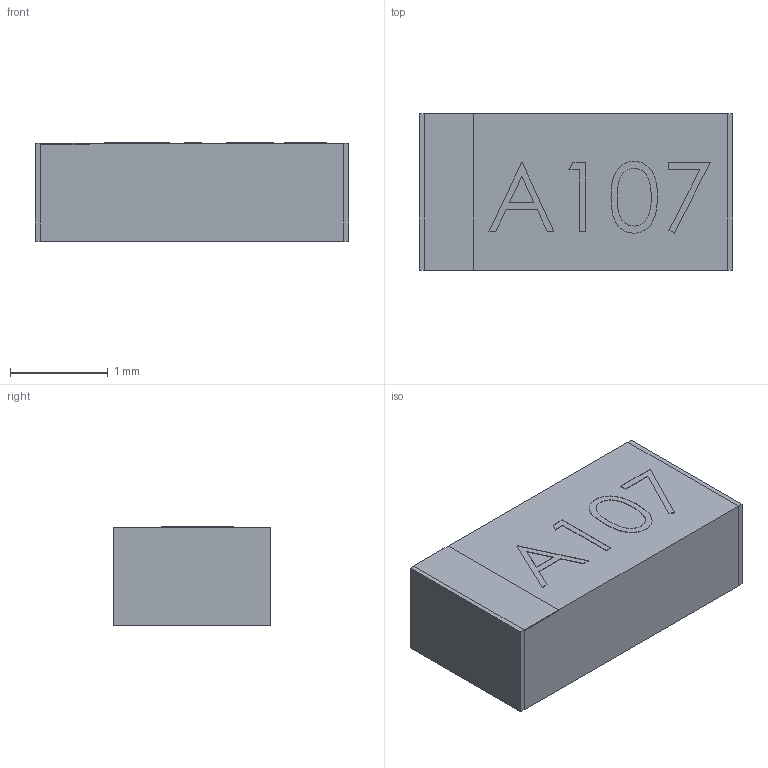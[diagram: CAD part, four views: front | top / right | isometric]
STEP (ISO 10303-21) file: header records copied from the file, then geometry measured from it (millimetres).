
FILE_DESCRIPTION(('FreeCAD Model'),'2;1');
FILE_NAME('Fusion.step','2017-03-08T10:32:37',( 'Author'),(''),'Open CASCADE STEP processor 6.8','FreeCAD','Unknown' );
FILE_SCHEMA(('AUTOMOTIVE_DESIGN_CC2 { 1 2 10303 214 -1 1 5 4 }'));
Length unit declared in the file: millimetre
Products named in the file (2): ASSEMBLY; Fusion
Assembly tree (1 placements, depth 2):
  ASSEMBLY
    Fusion
Bounding box: 3.2 x 1.6 x 1 mm (x, y, z)
Volume: 5.1 mm3; surface area: 19.9 mm2
Topology: 1 solids, 1 shells, 55 faces, 145 edges, 98 vertices
Faces by surface type: plane 46, bspline 9
Entity records: 5443 total; most frequent: CARTESIAN_POINT 2195, DIRECTION 477, LINE 381, VECTOR 381, ORIENTED_EDGE 290, PCURVE 290, DEFINITIONAL_REPRESENTATION 290, EDGE_CURVE 145
